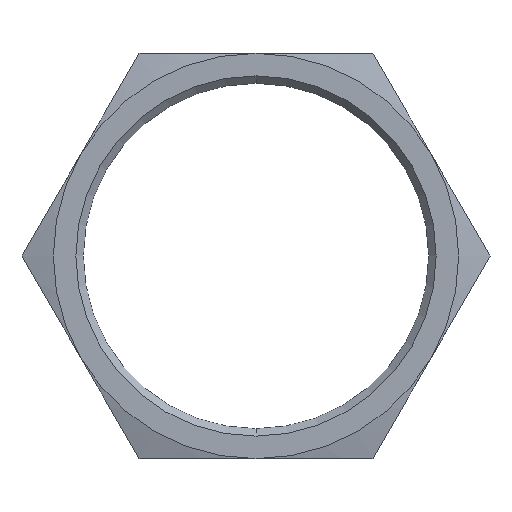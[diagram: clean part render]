
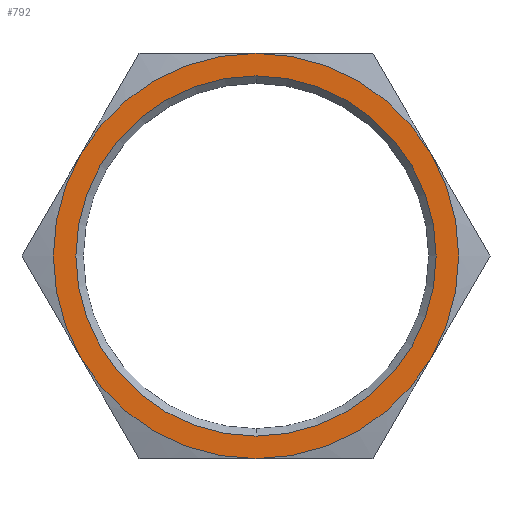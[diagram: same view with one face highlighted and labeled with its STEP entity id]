
A CAD part, left-side view. The second image highlights one B-rep face of the part: STEP entity #792.
In plain terms, the highlighted planar face has unit normal (-1, 0, 0).
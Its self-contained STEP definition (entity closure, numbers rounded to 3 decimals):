
#21 = CARTESIAN_POINT ( 'NONE',  ( 0., 0., 0. ) ) ;
#22 = DIRECTION ( 'NONE',  ( -1., 0., 0. ) ) ;
#23 = DIRECTION ( 'NONE',  ( 0., 0., 1. ) ) ;
#50 = CARTESIAN_POINT ( 'NONE',  ( 0., 0., 0. ) ) ;
#51 = DIRECTION ( 'NONE',  ( 1., 0., 0. ) ) ;
#52 = DIRECTION ( 'NONE',  ( 0., 0., 1. ) ) ;
#241 = CARTESIAN_POINT ( 'NONE',  ( 0., 0., 0. ) ) ;
#242 = DIRECTION ( 'NONE',  ( 1., 0., 0. ) ) ;
#243 = DIRECTION ( 'NONE',  ( 0., 0., 1. ) ) ;
#244 = CARTESIAN_POINT ( 'NONE',  ( 0., 0., 0. ) ) ;
#245 = DIRECTION ( 'NONE',  ( -1., 0., 0. ) ) ;
#246 = DIRECTION ( 'NONE',  ( 0., 0., 1. ) ) ;
#247 = CARTESIAN_POINT ( 'NONE',  ( 0., 0., 0. ) ) ;
#248 = DIRECTION ( 'NONE',  ( -1., 0., 0. ) ) ;
#249 = DIRECTION ( 'NONE',  ( 0., 0., 1. ) ) ;
#251 = CARTESIAN_POINT ( 'NONE',  ( 0., 0., 0. ) ) ;
#252 = DIRECTION ( 'NONE',  ( -1., 0., 0. ) ) ;
#253 = DIRECTION ( 'NONE',  ( 0., 0., 1. ) ) ;
#262 = AXIS2_PLACEMENT_3D ( 'NONE', #716, #721, #722 ) ;
#273 = AXIS2_PLACEMENT_3D ( 'NONE', #241, #242, #243 ) ;
#274 = AXIS2_PLACEMENT_3D ( 'NONE', #244, #245, #246 ) ;
#275 = AXIS2_PLACEMENT_3D ( 'NONE', #247, #248, #249 ) ;
#276 = AXIS2_PLACEMENT_3D ( 'NONE', #251, #252, #253 ) ;
#277 = AXIS2_PLACEMENT_3D ( 'NONE', #21, #22, #23 ) ;
#278 = AXIS2_PLACEMENT_3D ( 'NONE', #50, #51, #52 ) ;
#360 = VERTEX_POINT ( 'NONE', #608 ) ;
#365 = VERTEX_POINT ( 'NONE', #604 ) ;
#367 = VERTEX_POINT ( 'NONE', #610 ) ;
#371 = VERTEX_POINT ( 'NONE', #613 ) ;
#376 = VERTEX_POINT ( 'NONE', #618 ) ;
#378 = VERTEX_POINT ( 'NONE', #620 ) ;
#389 = VERTEX_POINT ( 'NONE', #631 ) ;
#394 = VERTEX_POINT ( 'NONE', #633 ) ;
#395 = EDGE_LOOP ( 'NONE', ( #447, #446 ) ) ;
#405 = EDGE_LOOP ( 'NONE', ( #451, #444, #443, #448, #441, #440 ) ) ;
#440 = ORIENTED_EDGE ( 'NONE', *, *, #746, .T. ) ;
#441 = ORIENTED_EDGE ( 'NONE', *, *, #745, .T. ) ;
#443 = ORIENTED_EDGE ( 'NONE', *, *, #827, .T. ) ;
#444 = ORIENTED_EDGE ( 'NONE', *, *, #826, .T. ) ;
#446 = ORIENTED_EDGE ( 'NONE', *, *, #824, .T. ) ;
#447 = ORIENTED_EDGE ( 'NONE', *, *, #836, .T. ) ;
#448 = ORIENTED_EDGE ( 'NONE', *, *, #828, .T. ) ;
#451 = ORIENTED_EDGE ( 'NONE', *, *, #825, .T. ) ;
#479 = CIRCLE ( 'NONE', #275, 18. ) ;
#502 = CIRCLE ( 'NONE', #749, 18. ) ;
#505 = CIRCLE ( 'NONE', #750, 18. ) ;
#556 = CIRCLE ( 'NONE', #277, 18. ) ;
#559 = CIRCLE ( 'NONE', #274, 18. ) ;
#563 = CIRCLE ( 'NONE', #276, 18. ) ;
#564 = CIRCLE ( 'NONE', #278, 16. ) ;
#580 = CIRCLE ( 'NONE', #273, 16. ) ;
#582 = FACE_OUTER_BOUND ( 'NONE', #405, .T. ) ;
#594 = FACE_BOUND ( 'NONE', #395, .T. ) ;
#604 = CARTESIAN_POINT ( 'NONE',  ( 0., 15.588, 9. ) ) ;
#608 = CARTESIAN_POINT ( 'NONE',  ( 0., 0., -18. ) ) ;
#610 = CARTESIAN_POINT ( 'NONE',  ( 0., -15.588, 9. ) ) ;
#613 = CARTESIAN_POINT ( 'NONE',  ( 0., -15.588, -9. ) ) ;
#618 = CARTESIAN_POINT ( 'NONE',  ( 0., 0., 18. ) ) ;
#620 = CARTESIAN_POINT ( 'NONE',  ( 0., 0., -16. ) ) ;
#631 = CARTESIAN_POINT ( 'NONE',  ( 0., 0., 16. ) ) ;
#633 = CARTESIAN_POINT ( 'NONE',  ( 0., 15.588, -9. ) ) ;
#635 = CARTESIAN_POINT ( 'NONE',  ( 0., 0., 0. ) ) ;
#636 = DIRECTION ( 'NONE',  ( -1., 0., 0. ) ) ;
#637 = DIRECTION ( 'NONE',  ( 0., 0., 1. ) ) ;
#639 = CARTESIAN_POINT ( 'NONE',  ( 0., 0., 0. ) ) ;
#640 = DIRECTION ( 'NONE',  ( -1., 0., 0. ) ) ;
#641 = DIRECTION ( 'NONE',  ( 0., 0., 1. ) ) ;
#716 = CARTESIAN_POINT ( 'NONE',  ( 0., 10.392, -18. ) ) ;
#719 = PLANE ( 'NONE',  #262 ) ;
#721 = DIRECTION ( 'NONE',  ( -1., 0., 0. ) ) ;
#722 = DIRECTION ( 'NONE',  ( 0., 0., 1. ) ) ;
#745 = EDGE_CURVE ( 'NONE', #360, #371, #502, .T. ) ;
#746 = EDGE_CURVE ( 'NONE', #371, #367, #505, .T. ) ;
#749 = AXIS2_PLACEMENT_3D ( 'NONE', #635, #636, #637 ) ;
#750 = AXIS2_PLACEMENT_3D ( 'NONE', #639, #640, #641 ) ;
#792 = ADVANCED_FACE ( 'NONE', ( #594, #582 ), #719, .T. ) ;
#824 = EDGE_CURVE ( 'NONE', #378, #389, #580, .T. ) ;
#825 = EDGE_CURVE ( 'NONE', #367, #376, #559, .T. ) ;
#826 = EDGE_CURVE ( 'NONE', #376, #365, #479, .T. ) ;
#827 = EDGE_CURVE ( 'NONE', #365, #394, #563, .T. ) ;
#828 = EDGE_CURVE ( 'NONE', #394, #360, #556, .T. ) ;
#836 = EDGE_CURVE ( 'NONE', #389, #378, #564, .T. ) ;
